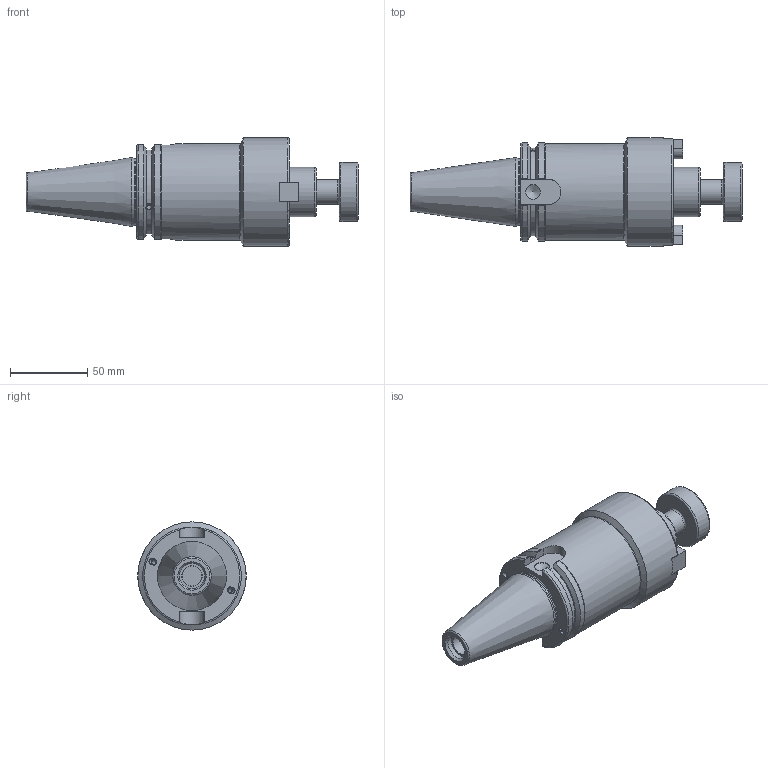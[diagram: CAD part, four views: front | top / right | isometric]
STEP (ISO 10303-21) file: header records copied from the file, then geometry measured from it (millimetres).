
FILE_DESCRIPTION(/* description */ ('','CAx-IF Rec.Pracs.---Representation and Presentation of Product Manufacturing Information (PMI)---4.0---2014-10-13'),/* implementation_level */ '2;1');
FILE_NAME(/* name */ 'EK317B.stp',/* time_stamp */ '2025-03-21T08:03:35+09:00',/* author */ ('eos'),/* organization */ (''),/* preprocessor_version */ 'ST-DEVELOPER v20',/* originating_system */ 'Autodesk Inventor 2025',/* authorisation */ '');
FILE_SCHEMA (('AP242_MANAGED_MODEL_BASED_3D_ENGINEERING_MIM_LF { 1 0 10303 442 1 1 4 }'));
Products named in the file (5): LO-CAT40ADB-SMA12.7-38; CAT50; #6104; SMA27-DRIV EKEY-SECO; COLLAR BOLT-UNF3_8-24x24L
Assembly tree (4 placements, depth 2):
  LO-CAT40ADB-SMA12.7-38
    CAT50
    SMA27-DRIV EKEY-SECO  x2
    COLLAR BOLT-UNF3_8-24x24L
  #6104
Bounding box: 214.29 x 69.85 x 69.85 mm (x, y, z)
Volume: 395584.2 mm3; surface area: 54972.5 mm2
Topology: 6 solids, 6 shells, 172 faces, 438 edges, 285 vertices
Faces by surface type: plane 83, cylinder 49, cone 21, torus 19
Full cylindrical faces by diameter (mm): 3.242 x8, 3.683 x2, 4 x2, 4.2 x2, 4.826 x2, 5.5 x2, 7.925 x2, 8.7 x2, 9.525 x1, 12.7 x1, 13 x1, 13.386 x1, 14.351 x1, 15.875 x1, 16.3 x1, 16.5 x1, 31.75 x1, 38.1 x1, 43.6 x1, 62.5 x1, 69.85 x1
Entity records: 6073 total; most frequent: CARTESIAN_POINT 1555, DIRECTION 906, ORIENTED_EDGE 754, EDGE_CURVE 377, AXIS2_PLACEMENT_3D 372, VERTEX_POINT 249, STYLED_ITEM 187, EDGE_LOOP 172
